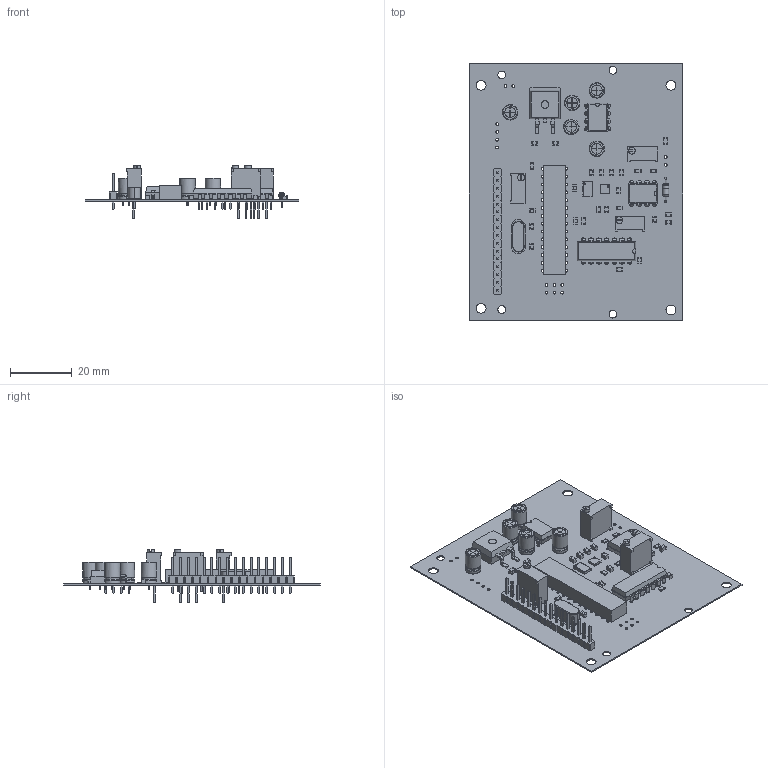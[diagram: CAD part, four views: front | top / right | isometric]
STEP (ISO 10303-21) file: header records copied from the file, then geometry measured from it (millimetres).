
FILE_DESCRIPTION(('Open CASCADE Model'),'2;1');
FILE_NAME('Open CASCADE Shape Model','2020-09-01T13:59:47',('Author'),( 'Open CASCADE'),'Open CASCADE STEP processor 6.8','Open CASCADE 6.8' ,'Unknown');
FILE_SCHEMA(('AUTOMOTIVE_DESIGN { 1 0 10303 214 1 1 1 1 }'));
Length unit declared in the file: millimetre
Products named in the file (60): PCB; Board; Open CASCADE STEP translator 6.8 1.1.1; R10; R_0805_2012Metric; C5; C_0805_2012Metric; C19; C21; U5; DIP-8_W7.62mm; U4; Y2; Oscillator_SMD_EuroQuartz_XO53-4Pin_5.0x3.2mm; Y1; Crystal_HC49-4H_Vertical; U6; DIP-14_W7.62mm; U3; DFN-10-1EP_3x3mm_P0.5mm_EP1.55x2.48mm_RGB8421504; U2; 5978861584; Extruded; U1; TO-263-2; R12; Potentiometer_Bourns_3296W_Vertical; R11; R9; R8; R7; R6; R5; R4; R3; R2; R1; LCD1; PinHeader_1x16_P2.54mm_Vertical; D1 ...
Assembly tree (89 placements, depth 4):
  PCB
    Board
      Open CASCADE STEP translator 6.8 1.1.1
    R10
      R_0805_2012Metric
    C5
      C_0805_2012Metric
    C19
      C_0805_2012Metric
    C21
      C_0805_2012Metric
    U5
      DIP-8_W7.62mm
    U4
      DIP-8_W7.62mm
    Y2
      Oscillator_SMD_EuroQuartz_XO53-4Pin_5.0x3.2mm
    Y1
      Crystal_HC49-4H_Vertical
    U6
      DIP-14_W7.62mm
    U3
      DFN-10-1EP_3x3mm_P0.5mm_EP1.55x2.48mm_RGB8421504
    U2
      5978861584
        Extruded
    U1
      TO-263-2
    R12
      Potentiometer_Bourns_3296W_Vertical
    R11
      R_0805_2012Metric
    R9
      Potentiometer_Bourns_3296W_Vertical
    R8
      R_0805_2012Metric
    R7
      R_0805_2012Metric
    R6
      R_0805_2012Metric
    R5
      R_0805_2012Metric
    R4
      Potentiometer_Bourns_3296W_Vertical
    R3
      R_0805_2012Metric
    R2
      R_0805_2012Metric
    R1
      R_0805_2012Metric
    LCD1
      PinHeader_1x16_P2.54mm_Vertical
    D1
      D_DO-35_SOD27_P7.62mm_Horizontal
    C20
      C_Radial_D5.0mm_H7.0mm_P2.00mm
    C18
      C_0805_2012Metric
    C17
      C_0805_2012Metric
Bounding box: 69.09 x 83 x 17.07 mm (x, y, z)
Volume: 7111.2 mm3; surface area: 17477.9 mm2
Topology: 45 solids, 50 shells, 2316 faces, 5905 edges, 3798 vertices
Faces by surface type: plane 1673, cylinder 544, bspline 76, torus 13, revolution 10
Full cylindrical faces by diameter (mm): 0.4 x11, 0.5 x6, 0.51 x9, 0.63 x2, 0.762 x37, 0.9 x72, 2 x2, 2.02 x1, 2.19 x3, 2.5 x5, 3.175 x4, 3.5 x15, 5 x10
Entity records: 51247 total; most frequent: CARTESIAN_POINT 8001, ORIENTED_EDGE 6914, DIRECTION 6722, EDGE_CURVE 3457, LINE 2886, VECTOR 2886, VERTEX_POINT 2196, AXIS2_PLACEMENT_3D 1917
